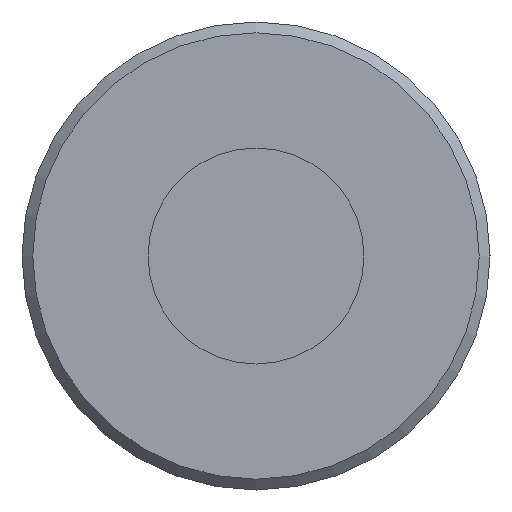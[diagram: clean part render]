
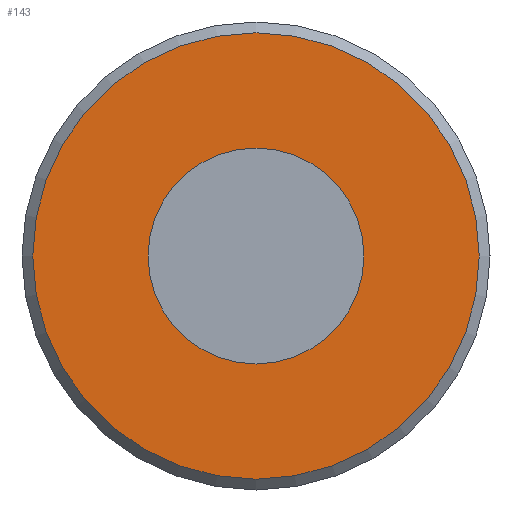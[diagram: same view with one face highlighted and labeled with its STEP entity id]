
A CAD part, left-side view. The second image highlights one B-rep face of the part: STEP entity #143.
In plain terms, the highlighted planar face has unit normal (-1, 0, 0).
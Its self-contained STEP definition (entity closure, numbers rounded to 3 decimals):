
#143 = ADVANCED_FACE( '', ( #267, #268 ), #269, .T. );
#267 = FACE_BOUND( '', #427, .T. );
#268 = FACE_OUTER_BOUND( '', #428, .T. );
#269 = PLANE( '', #429 );
#427 = EDGE_LOOP( '', ( #599 ) );
#428 = EDGE_LOOP( '', ( #600 ) );
#429 = AXIS2_PLACEMENT_3D( '', #601, #602, #603 );
#599 = ORIENTED_EDGE( '', *, *, #856, .T. );
#600 = ORIENTED_EDGE( '', *, *, #857, .F. );
#601 = CARTESIAN_POINT( '', ( 0., 12.4, 0. ) );
#602 = DIRECTION( '', ( -1., 0., 0. ) );
#603 = DIRECTION( '', ( 0., 0., 1. ) );
#856 = EDGE_CURVE( '', #977, #977, #978, .T. );
#857 = EDGE_CURVE( '', #979, #979, #980, .T. );
#977 = VERTEX_POINT( '', #1216 );
#978 = CIRCLE( '', #1217, 6. );
#979 = VERTEX_POINT( '', #1218 );
#980 = CIRCLE( '', #1219, 12.4 );
#1216 = CARTESIAN_POINT( '', ( 0., 0., -6. ) );
#1217 = AXIS2_PLACEMENT_3D( '', #1417, #1418, #1419 );
#1218 = CARTESIAN_POINT( '', ( 0., 0., -12.4 ) );
#1219 = AXIS2_PLACEMENT_3D( '', #1420, #1421, #1422 );
#1417 = CARTESIAN_POINT( '', ( 0., 0., 0. ) );
#1418 = DIRECTION( '', ( 1., 0., 0. ) );
#1419 = DIRECTION( '', ( 0., 0., -1. ) );
#1420 = CARTESIAN_POINT( '', ( 0., 0., 0. ) );
#1421 = DIRECTION( '', ( 1., 0., 0. ) );
#1422 = DIRECTION( '', ( 0., 0., -1. ) );
